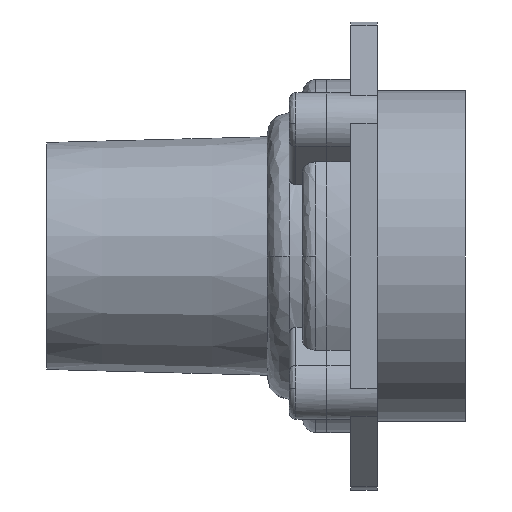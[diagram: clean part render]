
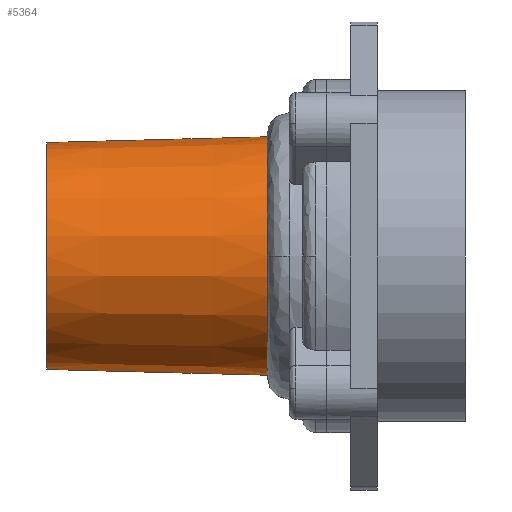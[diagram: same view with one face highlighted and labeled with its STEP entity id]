
A CAD part, left-side view. The second image highlights one B-rep face of the part: STEP entity #5364.
In plain terms, the highlighted conical face has half-angle 1.5 degrees and reference radius 27 mm.
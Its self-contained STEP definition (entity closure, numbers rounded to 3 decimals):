
#4464 = CARTESIAN_POINT ( 'NONE',  ( 290.571, 259.613, 25.691 ) ) ;
#5001 = VERTEX_POINT ( 'NONE', #4464 ) ;
#5092 = EDGE_CURVE ( 'NONE', #5102, #5123, #7515, .T. ) ;
#5102 = VERTEX_POINT ( 'NONE', #7500 ) ;
#5123 = VERTEX_POINT ( 'NONE', #7499 ) ;
#5173 = VERTEX_POINT ( 'NONE', #7604 ) ;
#5201 = EDGE_CURVE ( 'NONE', #5001, #5173, #7655, .T. ) ;
#5255 = EDGE_CURVE ( 'NONE', #5001, #5102, #7802, .T. ) ;
#5330 = EDGE_LOOP ( 'NONE', ( #5334, #5333, #5372, #5365 ) ) ;
#5333 = ORIENTED_EDGE ( 'NONE', *, *, #5255, .T. ) ;
#5334 = ORIENTED_EDGE ( 'NONE', *, *, #5201, .F. ) ;
#5364 = ADVANCED_FACE ( 'NONE', ( #8049 ), #8054, .T. ) ;
#5365 = ORIENTED_EDGE ( 'NONE', *, *, #5366, .F. ) ;
#5366 = EDGE_CURVE ( 'NONE', #5173, #5123, #8040, .T. ) ;
#5372 = ORIENTED_EDGE ( 'NONE', *, *, #5092, .T. ) ;
#7499 = CARTESIAN_POINT ( 'NONE',  ( 290.571, 209.613, -27. ) ) ;
#7500 = CARTESIAN_POINT ( 'NONE',  ( 290.571, 259.613, -25.691 ) ) ;
#7512 = DIRECTION ( 'NONE',  ( 0., -1., -0.026 ) ) ;
#7513 = VECTOR ( 'NONE', #7512, 1000. ) ;
#7514 = CARTESIAN_POINT ( 'NONE',  ( 290.571, 209.613, -27. ) ) ;
#7515 = LINE ( 'NONE', #7514, #7513 ) ;
#7604 = CARTESIAN_POINT ( 'NONE',  ( 290.571, 209.613, 27. ) ) ;
#7654 = CARTESIAN_POINT ( 'NONE',  ( 290.571, 209.613, 27. ) ) ;
#7655 = LINE ( 'NONE', #7654, #7696 ) ;
#7695 = DIRECTION ( 'NONE',  ( 0., -1., 0.026 ) ) ;
#7696 = VECTOR ( 'NONE', #7695, 1000. ) ;
#7770 = AXIS2_PLACEMENT_3D ( 'NONE', #7782, #7822, #7821 ) ;
#7782 = CARTESIAN_POINT ( 'NONE',  ( 290.571, 259.613, 0. ) ) ;
#7802 = CIRCLE ( 'NONE', #7770, 25.691 ) ;
#7821 = DIRECTION ( 'NONE',  ( 0., 0., -1. ) ) ;
#7822 = DIRECTION ( 'NONE',  ( 0., -1., 0. ) ) ;
#8037 = DIRECTION ( 'NONE',  ( 0., -1., 0. ) ) ;
#8040 = CIRCLE ( 'NONE', #8091, 27. ) ;
#8045 = AXIS2_PLACEMENT_3D ( 'NONE', #8046, #8061, #8060 ) ;
#8046 = CARTESIAN_POINT ( 'NONE',  ( 290.571, 209.613, 0. ) ) ;
#8049 = FACE_OUTER_BOUND ( 'NONE', #5330, .T. ) ;
#8054 = CONICAL_SURFACE ( 'NONE', #8045, 27., 0.026 ) ;
#8057 = CARTESIAN_POINT ( 'NONE',  ( 290.571, 209.613, 0. ) ) ;
#8060 = DIRECTION ( 'NONE',  ( 0., 0., -1. ) ) ;
#8061 = DIRECTION ( 'NONE',  ( 0., -1., 0. ) ) ;
#8083 = DIRECTION ( 'NONE',  ( 0., 0., -1. ) ) ;
#8091 = AXIS2_PLACEMENT_3D ( 'NONE', #8057, #8037, #8083 ) ;
